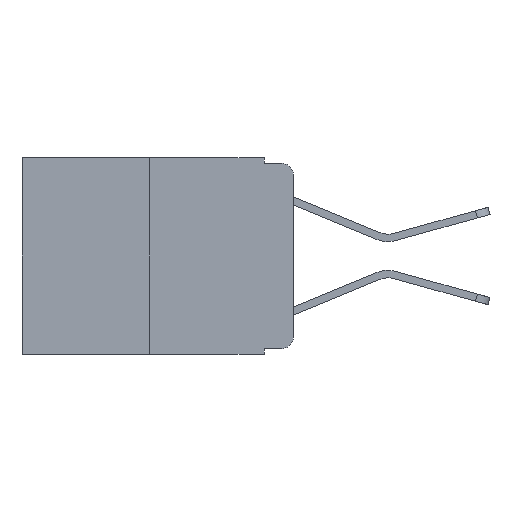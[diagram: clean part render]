
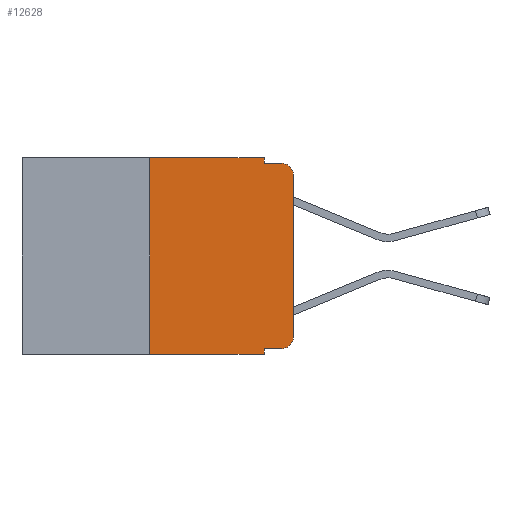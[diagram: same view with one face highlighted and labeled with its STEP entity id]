
A CAD part, left-side view. The second image highlights one B-rep face of the part: STEP entity #12628.
In plain terms, the highlighted planar face has unit normal (-1, 0, 0).
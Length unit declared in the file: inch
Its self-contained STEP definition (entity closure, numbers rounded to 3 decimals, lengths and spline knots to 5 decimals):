
#257 = ORIENTED_EDGE ( 'NONE', *, *, #11101, .T. ) ;
#302 = ORIENTED_EDGE ( 'NONE', *, *, #3253, .T. ) ;
#710 = ORIENTED_EDGE ( 'NONE', *, *, #8892, .F. ) ;
#814 = ORIENTED_EDGE ( 'NONE', *, *, #11959, .F. ) ;
#976 = ORIENTED_EDGE ( 'NONE', *, *, #20530, .F. ) ;
#999 = ORIENTED_EDGE ( 'NONE', *, *, #6956, .F. ) ;
#1145 = CARTESIAN_POINT ( 'NONE',  ( 0., 0.051, 0. ) ) ;
#1169 = CARTESIAN_POINT ( 'NONE',  ( 0., 0.25, 0. ) ) ;
#1209 = DIRECTION ( 'NONE',  ( 0., -1., 0. ) ) ;
#1215 = EDGE_LOOP ( 'NONE', ( #257, #302, #710, #814, #976, #999, #1480, #1502, #2340, #3095 ) ) ;
#1306 = DIRECTION ( 'NONE',  ( 0., -1., 0. ) ) ;
#1480 = ORIENTED_EDGE ( 'NONE', *, *, #3303, .T. ) ;
#1502 = ORIENTED_EDGE ( 'NONE', *, *, #10429, .F. ) ;
#1583 = CIRCLE ( 'NONE', #6142, 0.02 ) ;
#1712 = CARTESIAN_POINT ( 'NONE',  ( 0., 0.051, 0. ) ) ;
#2340 = ORIENTED_EDGE ( 'NONE', *, *, #17810, .T. ) ;
#2495 = VERTEX_POINT ( 'NONE', #16527 ) ;
#2728 = VERTEX_POINT ( 'NONE', #16575 ) ;
#3029 = DIRECTION ( 'NONE',  ( 0., 0., 1. ) ) ;
#3095 = ORIENTED_EDGE ( 'NONE', *, *, #3482, .T. ) ;
#3103 = VERTEX_POINT ( 'NONE', #11499 ) ;
#3253 = EDGE_CURVE ( 'NONE', #18308, #9544, #15830, .T. ) ;
#3303 = EDGE_CURVE ( 'NONE', #3103, #2728, #19255, .T. ) ;
#3482 = EDGE_CURVE ( 'NONE', #15289, #4136, #1583, .T. ) ;
#3968 = VERTEX_POINT ( 'NONE', #21006 ) ;
#4067 = CARTESIAN_POINT ( 'NONE',  ( 0., 0.473, -0.343 ) ) ;
#4136 = VERTEX_POINT ( 'NONE', #19908 ) ;
#4207 = FACE_OUTER_BOUND ( 'NONE', #1215, .T. ) ;
#5582 = VECTOR ( 'NONE', #20521, 39.37008 ) ;
#6029 = CARTESIAN_POINT ( 'NONE',  ( 0., 0.02, -0.03 ) ) ;
#6142 = AXIS2_PLACEMENT_3D ( 'NONE', #18362, #16822, #9855 ) ;
#6561 = DIRECTION ( 'NONE',  ( -1., 0., 0. ) ) ;
#6763 = CARTESIAN_POINT ( 'NONE',  ( 0., 0.02, -0.01 ) ) ;
#6956 = EDGE_CURVE ( 'NONE', #3103, #2495, #15441, .T. ) ;
#7285 = CARTESIAN_POINT ( 'NONE',  ( 0., 0.051, -0.333 ) ) ;
#7326 = CARTESIAN_POINT ( 'NONE',  ( 0., 0.473, 0. ) ) ;
#7681 = VECTOR ( 'NONE', #21995, 39.37008 ) ;
#7748 = AXIS2_PLACEMENT_3D ( 'NONE', #6029, #6561, #21898 ) ;
#8078 = LINE ( 'NONE', #7285, #20576 ) ;
#8469 = CARTESIAN_POINT ( 'NONE',  ( 0., 0.473, 0. ) ) ;
#8892 = EDGE_CURVE ( 'NONE', #3968, #9544, #16019, .T. ) ;
#8942 = LINE ( 'NONE', #8469, #17368 ) ;
#9042 = DIRECTION ( 'NONE',  ( 1., 0., 0. ) ) ;
#9544 = VERTEX_POINT ( 'NONE', #6763 ) ;
#9855 = DIRECTION ( 'NONE',  ( 0., 0., -1. ) ) ;
#10429 = EDGE_CURVE ( 'NONE', #19687, #2728, #16190, .T. ) ;
#10938 = VECTOR ( 'NONE', #3029, 39.37008 ) ;
#11101 = EDGE_CURVE ( 'NONE', #4136, #18308, #16197, .T. ) ;
#11499 = CARTESIAN_POINT ( 'NONE',  ( 0., 0.25, -0.343 ) ) ;
#11744 = VECTOR ( 'NONE', #15181, 39.37008 ) ;
#11938 = CARTESIAN_POINT ( 'NONE',  ( 0., 0., 0. ) ) ;
#11959 = EDGE_CURVE ( 'NONE', #13135, #3968, #18248, .T. ) ;
#12046 = CARTESIAN_POINT ( 'NONE',  ( 0., 0., -0.03 ) ) ;
#12628 = ADVANCED_FACE ( 'NONE', ( #4207 ), #17523, .F. ) ;
#13135 = VERTEX_POINT ( 'NONE', #20534 ) ;
#13196 = CARTESIAN_POINT ( 'NONE',  ( 0., 0.051, -0.333 ) ) ;
#13375 = AXIS2_PLACEMENT_3D ( 'NONE', #7326, #9042, #20904 ) ;
#13817 = VECTOR ( 'NONE', #20795, 39.37008 ) ;
#15181 = DIRECTION ( 'NONE',  ( 0., 0., -1. ) ) ;
#15289 = VERTEX_POINT ( 'NONE', #18824 ) ;
#15441 = LINE ( 'NONE', #1169, #10938 ) ;
#15830 = CIRCLE ( 'NONE', #7748, 0.02 ) ;
#16019 = LINE ( 'NONE', #21932, #16540 ) ;
#16190 = LINE ( 'NONE', #1145, #11744 ) ;
#16197 = LINE ( 'NONE', #11938, #7681 ) ;
#16527 = CARTESIAN_POINT ( 'NONE',  ( 0., 0.25, 0. ) ) ;
#16540 = VECTOR ( 'NONE', #1209, 39.37008 ) ;
#16575 = CARTESIAN_POINT ( 'NONE',  ( 0., 0.051, -0.343 ) ) ;
#16822 = DIRECTION ( 'NONE',  ( -1., 0., 0. ) ) ;
#17368 = VECTOR ( 'NONE', #1306, 39.37008 ) ;
#17488 = DIRECTION ( 'NONE',  ( 0., -1., 0. ) ) ;
#17523 = PLANE ( 'NONE',  #13375 ) ;
#17810 = EDGE_CURVE ( 'NONE', #19687, #15289, #8078, .T. ) ;
#18248 = LINE ( 'NONE', #1712, #13817 ) ;
#18308 = VERTEX_POINT ( 'NONE', #12046 ) ;
#18362 = CARTESIAN_POINT ( 'NONE',  ( 0., 0.02, -0.313 ) ) ;
#18824 = CARTESIAN_POINT ( 'NONE',  ( 0., 0.02, -0.333 ) ) ;
#19255 = LINE ( 'NONE', #4067, #5582 ) ;
#19687 = VERTEX_POINT ( 'NONE', #13196 ) ;
#19908 = CARTESIAN_POINT ( 'NONE',  ( 0., 0., -0.313 ) ) ;
#20521 = DIRECTION ( 'NONE',  ( 0., -1., 0. ) ) ;
#20530 = EDGE_CURVE ( 'NONE', #2495, #13135, #8942, .T. ) ;
#20534 = CARTESIAN_POINT ( 'NONE',  ( 0., 0.051, 0. ) ) ;
#20576 = VECTOR ( 'NONE', #17488, 39.37008 ) ;
#20795 = DIRECTION ( 'NONE',  ( 0., 0., -1. ) ) ;
#20904 = DIRECTION ( 'NONE',  ( 0., 0., -1. ) ) ;
#21006 = CARTESIAN_POINT ( 'NONE',  ( 0., 0.051, -0.01 ) ) ;
#21898 = DIRECTION ( 'NONE',  ( 0., 0., -1. ) ) ;
#21932 = CARTESIAN_POINT ( 'NONE',  ( 0., 0.051, -0.01 ) ) ;
#21995 = DIRECTION ( 'NONE',  ( 0., 0., 1. ) ) ;
